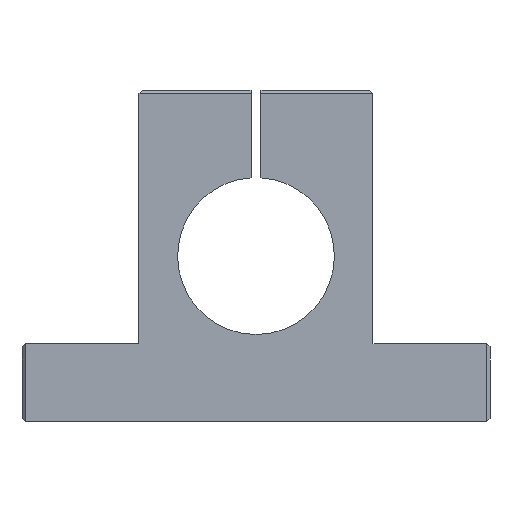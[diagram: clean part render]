
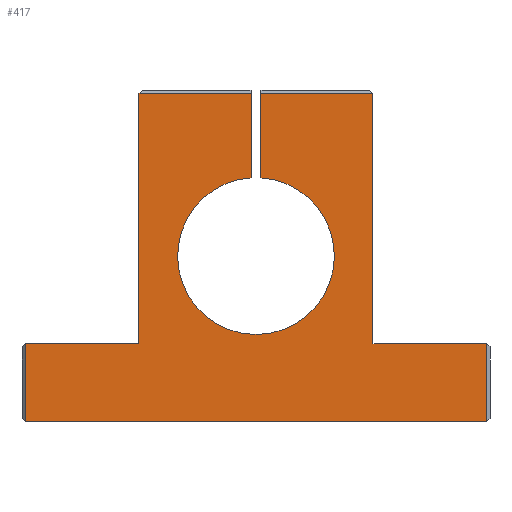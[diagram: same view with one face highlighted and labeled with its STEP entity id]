
A CAD part, front view. The second image highlights one B-rep face of the part: STEP entity #417.
In plain terms, the highlighted planar face has unit normal (0, -1, 0).
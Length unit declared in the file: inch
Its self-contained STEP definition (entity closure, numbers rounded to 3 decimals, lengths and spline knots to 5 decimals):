
#288=CARTESIAN_POINT('',(1.532,-0.38161,1.56348));
#289=VERTEX_POINT('',#288);
#305=CARTESIAN_POINT('',(1.468,-0.38161,1.56348));
#306=VERTEX_POINT('',#305);
#313=CARTESIAN_POINT('',(1.5,-0.38161,1.062));
#314=DIRECTION('',(0.0,1.0,0.0));
#315=DIRECTION('',(0.0,0.0,-1.0));
#316=AXIS2_PLACEMENT_3D('',#313,#314,#315);
#317=CIRCLE('',#316,0.5025);
#318=EDGE_CURVE('',#289,#306,#317,.T.);
#323=CARTESIAN_POINT('',(1.532,-0.38161,2.125));
#324=DIRECTION('',(0.0,-1.0,0.0));
#325=DIRECTION('',(0.0,0.0,-1.0));
#326=AXIS2_PLACEMENT_3D('',#323,#324,#325);
#327=PLANE('',#326);
#328=ORIENTED_EDGE('',*,*,#318,.T.);
#329=CARTESIAN_POINT('',(1.468,-0.38161,2.105));
#330=VERTEX_POINT('',#329);
#331=CARTESIAN_POINT('',(1.468,-0.38161,2.105));
#332=DIRECTION('',(0.0,0.0,-1.0));
#333=VECTOR('',#332,0.54152);
#334=LINE('',#331,#333);
#335=EDGE_CURVE('',#330,#306,#334,.T.);
#336=ORIENTED_EDGE('',*,*,#335,.F.);
#337=CARTESIAN_POINT('',(0.75,-0.38161,2.105));
#338=VERTEX_POINT('',#337);
#339=CARTESIAN_POINT('',(0.75,-0.38161,2.105));
#340=DIRECTION('',(1.0,0.0,0.0));
#341=VECTOR('',#340,0.718);
#342=LINE('',#339,#341);
#343=EDGE_CURVE('',#338,#330,#342,.T.);
#344=ORIENTED_EDGE('',*,*,#343,.F.);
#345=CARTESIAN_POINT('',(0.75,-0.38161,0.5));
#346=VERTEX_POINT('',#345);
#347=CARTESIAN_POINT('',(0.75,-0.38161,0.5));
#348=DIRECTION('',(0.0,0.0,1.0));
#349=VECTOR('',#348,1.605);
#350=LINE('',#347,#349);
#351=EDGE_CURVE('',#346,#338,#350,.T.);
#352=ORIENTED_EDGE('',*,*,#351,.F.);
#353=CARTESIAN_POINT('',(0.02,-0.38161,0.5));
#354=VERTEX_POINT('',#353);
#355=CARTESIAN_POINT('',(0.02,-0.38161,0.5));
#356=DIRECTION('',(1.0,0.0,0.0));
#357=VECTOR('',#356,0.73);
#358=LINE('',#355,#357);
#359=EDGE_CURVE('',#354,#346,#358,.T.);
#360=ORIENTED_EDGE('',*,*,#359,.F.);
#361=CARTESIAN_POINT('',(0.02,-0.38161,0.0));
#362=VERTEX_POINT('',#361);
#363=CARTESIAN_POINT('',(0.02,-0.38161,0.0));
#364=DIRECTION('',(0.0,0.0,1.0));
#365=VECTOR('',#364,0.5);
#366=LINE('',#363,#365);
#367=EDGE_CURVE('',#362,#354,#366,.T.);
#368=ORIENTED_EDGE('',*,*,#367,.F.);
#369=CARTESIAN_POINT('',(2.98,-0.38161,0.));
#370=VERTEX_POINT('',#369);
#371=CARTESIAN_POINT('',(2.98,-0.38161,0.));
#372=DIRECTION('',(-1.0,0.0,0.0));
#373=VECTOR('',#372,2.96);
#374=LINE('',#371,#373);
#375=EDGE_CURVE('',#370,#362,#374,.T.);
#376=ORIENTED_EDGE('',*,*,#375,.F.);
#377=CARTESIAN_POINT('',(2.98,-0.38161,0.5));
#378=VERTEX_POINT('',#377);
#379=CARTESIAN_POINT('',(2.98,-0.38161,0.5));
#380=DIRECTION('',(0.0,0.0,-1.0));
#381=VECTOR('',#380,0.5);
#382=LINE('',#379,#381);
#383=EDGE_CURVE('',#378,#370,#382,.T.);
#384=ORIENTED_EDGE('',*,*,#383,.F.);
#385=CARTESIAN_POINT('',(2.25,-0.38161,0.5));
#386=VERTEX_POINT('',#385);
#387=CARTESIAN_POINT('',(2.25,-0.38161,0.5));
#388=DIRECTION('',(1.0,0.0,0.0));
#389=VECTOR('',#388,0.73);
#390=LINE('',#387,#389);
#391=EDGE_CURVE('',#386,#378,#390,.T.);
#392=ORIENTED_EDGE('',*,*,#391,.F.);
#393=CARTESIAN_POINT('',(2.25,-0.38161,2.105));
#394=VERTEX_POINT('',#393);
#395=CARTESIAN_POINT('',(2.25,-0.38161,2.105));
#396=DIRECTION('',(0.0,0.0,-1.0));
#397=VECTOR('',#396,1.605);
#398=LINE('',#395,#397);
#399=EDGE_CURVE('',#394,#386,#398,.T.);
#400=ORIENTED_EDGE('',*,*,#399,.F.);
#401=CARTESIAN_POINT('',(1.532,-0.38161,2.105));
#402=VERTEX_POINT('',#401);
#403=CARTESIAN_POINT('',(1.532,-0.38161,2.105));
#404=DIRECTION('',(1.0,0.0,0.0));
#405=VECTOR('',#404,0.718);
#406=LINE('',#403,#405);
#407=EDGE_CURVE('',#402,#394,#406,.T.);
#408=ORIENTED_EDGE('',*,*,#407,.F.);
#409=CARTESIAN_POINT('',(1.532,-0.38161,1.56348));
#410=DIRECTION('',(0.0,0.0,1.0));
#411=VECTOR('',#410,0.54152);
#412=LINE('',#409,#411);
#413=EDGE_CURVE('',#289,#402,#412,.T.);
#414=ORIENTED_EDGE('',*,*,#413,.F.);
#415=EDGE_LOOP('',(#328,#336,#344,#352,#360,#368,#376,#384,#392,#400,#408,#414));
#416=FACE_OUTER_BOUND('',#415,.T.);
#417=ADVANCED_FACE('',(#416),#327,.T.);
